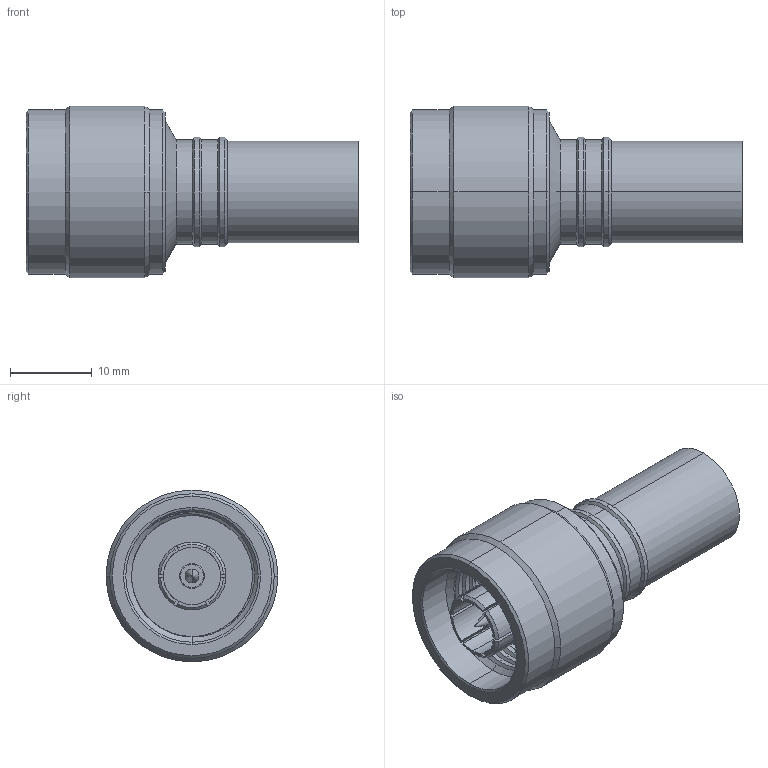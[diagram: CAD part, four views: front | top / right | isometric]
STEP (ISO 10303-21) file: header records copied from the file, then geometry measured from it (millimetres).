
FILE_DESCRIPTION (( 'STEP AP203' ), '1' );
FILE_NAME ('3190-6071(EZ-400-NMK-X).STEP', '2020-09-08T02:50:57', ( '' ), ( '' ), 'SwSTEP 2.0', 'SolidWorks 2017', '' );
FILE_SCHEMA (( 'CONFIG_CONTROL_DESIGN' ));
Length unit declared in the file: millimetre
Products named in the file (1): 3190-6071(EZ-400-NMK-X)
Bounding box: 40.6 x 21 x 21 mm (x, y, z)
Volume: 5714.7 mm3; surface area: 5307.2 mm2
Topology: 1 solids, 1 shells, 136 faces, 325 edges, 204 vertices
Faces by surface type: cylinder 48, cone 46, plane 40, bspline 2
Entity records: 4691 total; most frequent: CARTESIAN_POINT 1407, DIRECTION 717, ORIENTED_EDGE 650, EDGE_CURVE 325, AXIS2_PLACEMENT_3D 289, VERTEX_POINT 204, CIRCLE 154, EDGE_LOOP 149
